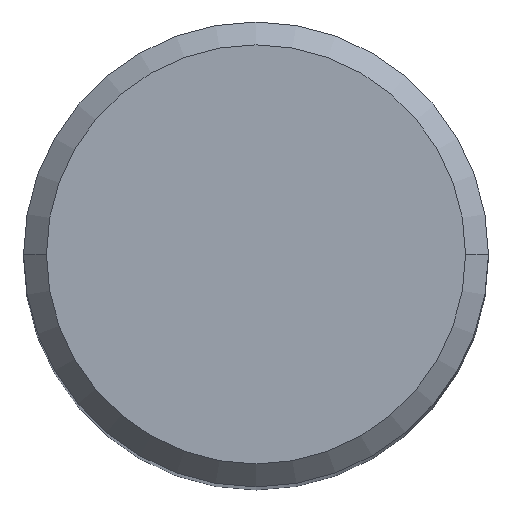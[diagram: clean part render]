
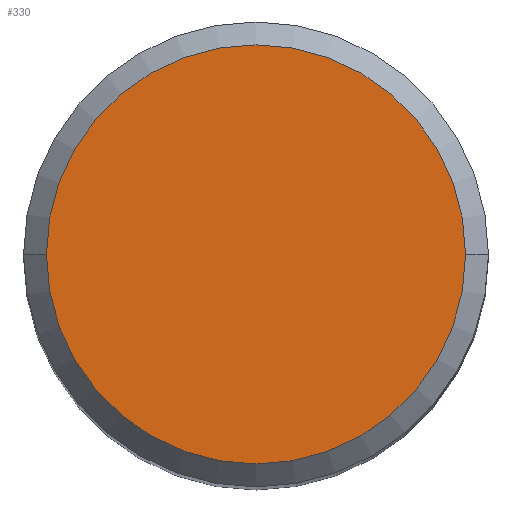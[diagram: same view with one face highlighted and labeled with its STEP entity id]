
A CAD part, top view. The second image highlights one B-rep face of the part: STEP entity #330.
In plain terms, the highlighted planar face has unit normal (0, 0, 1).
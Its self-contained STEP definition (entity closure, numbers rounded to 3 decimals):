
#79=PLANE('',#1478);
#330=ADVANCED_FACE('',(#408),#79,.T.);
#408=FACE_OUTER_BOUND('',#483,.T.);
#483=EDGE_LOOP('',(#756,#757,#758));
#756=ORIENTED_EDGE('',*,*,#1169,.F.);
#757=ORIENTED_EDGE('',*,*,#1167,.F.);
#758=ORIENTED_EDGE('',*,*,#1166,.F.);
#1005=VERTEX_POINT('',#2635);
#1006=VERTEX_POINT('',#2637);
#1007=VERTEX_POINT('',#2639);
#1166=EDGE_CURVE('',#1005,#1006,#1284,.T.);
#1167=EDGE_CURVE('',#1006,#1007,#1285,.T.);
#1169=EDGE_CURVE('',#1007,#1005,#1286,.T.);
#1284=CIRCLE('',#1471,11.45);
#1285=CIRCLE('',#1472,11.45);
#1286=CIRCLE('',#1474,11.45);
#1471=AXIS2_PLACEMENT_3D('',#2636,#1770,#1771);
#1472=AXIS2_PLACEMENT_3D('',#2638,#1772,#1773);
#1474=AXIS2_PLACEMENT_3D('',#2642,#1777,#1778);
#1478=AXIS2_PLACEMENT_3D('',#2646,#1785,#1786);
#1770=DIRECTION('',(0.,0.,-1.));
#1771=DIRECTION('',(1.,0.,0.));
#1772=DIRECTION('',(0.,0.,-1.));
#1773=DIRECTION('',(0.,-1.,0.));
#1777=DIRECTION('',(0.,0.,-1.));
#1778=DIRECTION('',(-1.,0.,0.));
#1785=DIRECTION('',(0.,0.,1.));
#1786=DIRECTION('',(-1.,0.,0.));
#2635=CARTESIAN_POINT('',(11.45,0.,0.));
#2636=CARTESIAN_POINT('',(0.,0.,0.));
#2637=CARTESIAN_POINT('',(0.,-11.45,0.));
#2638=CARTESIAN_POINT('',(0.,0.,0.));
#2639=CARTESIAN_POINT('',(-11.45,0.,0.));
#2642=CARTESIAN_POINT('',(0.,0.,0.));
#2646=CARTESIAN_POINT('',(0.,0.,0.));
